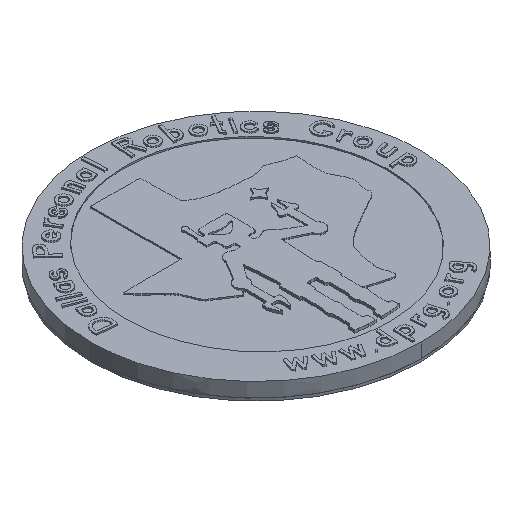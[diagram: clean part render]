
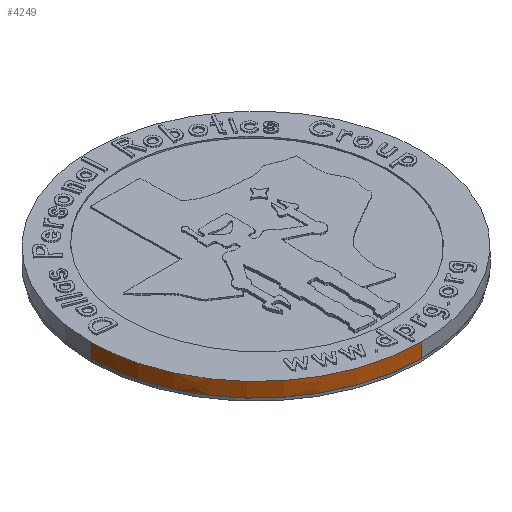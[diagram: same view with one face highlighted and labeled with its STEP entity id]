
A CAD part, isometric view. The second image highlights one B-rep face of the part: STEP entity #4249.
In plain terms, the highlighted face is a extrusion surface.
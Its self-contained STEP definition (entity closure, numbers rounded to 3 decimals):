
#4249=ADVANCED_FACE('40:51387',(#8455),#8456,.T.);
#8455=FACE_OUTER_BOUND('',#13837,.T.);
#8456=SURFACE_OF_LINEAR_EXTRUSION('',#13838,#13839);
#13837=EDGE_LOOP('',(#23392,#23393,#23394,#23395));
#13838=B_SPLINE_CURVE_WITH_KNOTS('',3,(#23396,#23397,#23398,#23399),.UNSPECIFIED.,.F.,.F.,(4,4),(-1.0,-0.0),.UNSPECIFIED.);
#13839=VECTOR('',#23400,1.0);
#23392=ORIENTED_EDGE('',*,*,#33942,.T.);
#23393=ORIENTED_EDGE('',*,*,#33932,.F.);
#23394=ORIENTED_EDGE('',*,*,#33943,.F.);
#23395=ORIENTED_EDGE('',*,*,#33939,.T.);
#23396=CARTESIAN_POINT('',(117.614,161.27,0.0));
#23397=CARTESIAN_POINT('',(117.614,143.84,0.0));
#23398=CARTESIAN_POINT('',(131.744,129.711,0.0));
#23399=CARTESIAN_POINT('',(149.175,129.711,0.0));
#23400=DIRECTION('',(-0.0,-0.0,1.0));
#33932=EDGE_CURVE('40:53412',#40971,#40966,#40973,.T.);
#33939=EDGE_CURVE('40:53427',#40983,#40981,#40984,.T.);
#33942=EDGE_CURVE('40:53433',#40981,#40966,#40987,.T.);
#33943=EDGE_CURVE('40:53436',#40983,#40971,#40988,.T.);
#40966=VERTEX_POINT('',#50564);
#40971=VERTEX_POINT('',#50573);
#40973=LINE('',#50578,#50579);
#40981=VERTEX_POINT('',#50594);
#40983=VERTEX_POINT('',#50599);
#40984=LINE('',#50600,#50601);
#40987=B_SPLINE_CURVE_WITH_KNOTS('',3,(#50607,#50608,#50609,#50610),.UNSPECIFIED.,.F.,.F.,(4,4),(0.0,1.0),.UNSPECIFIED.);
#40988=B_SPLINE_CURVE_WITH_KNOTS('',3,(#50611,#50612,#50613,#50614),.UNSPECIFIED.,.F.,.F.,(4,4),(0.0,1.0),.UNSPECIFIED.);
#50564=CARTESIAN_POINT('',(117.614,161.27,2.75));
#50573=CARTESIAN_POINT('',(117.614,161.27,0.0));
#50578=CARTESIAN_POINT('',(117.614,161.27,0.0));
#50579=VECTOR('',#60073,1.0);
#50594=CARTESIAN_POINT('',(149.175,129.711,2.75));
#50599=CARTESIAN_POINT('',(149.175,129.711,0.0));
#50600=CARTESIAN_POINT('',(149.175,129.711,0.0));
#50601=VECTOR('',#60075,1.0);
#50607=CARTESIAN_POINT('',(149.175,129.711,2.75));
#50608=CARTESIAN_POINT('',(131.744,129.711,2.75));
#50609=CARTESIAN_POINT('',(117.614,143.84,2.75));
#50610=CARTESIAN_POINT('',(117.614,161.27,2.75));
#50611=CARTESIAN_POINT('',(149.175,129.711,0.0));
#50612=CARTESIAN_POINT('',(131.744,129.711,0.0));
#50613=CARTESIAN_POINT('',(117.614,143.84,0.0));
#50614=CARTESIAN_POINT('',(117.614,161.27,0.0));
#60073=DIRECTION('',(-0.0,-0.0,1.0));
#60075=DIRECTION('',(-0.0,-0.0,1.0));
